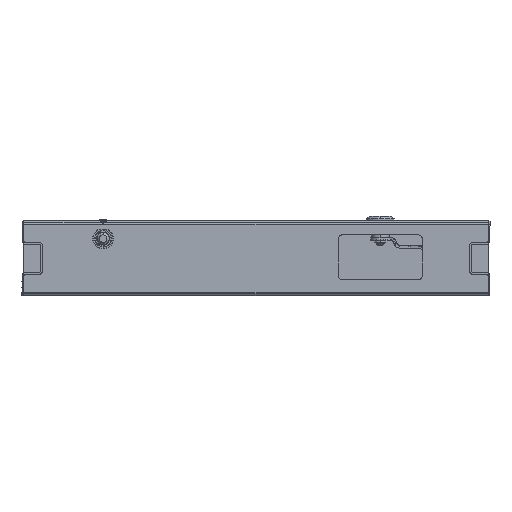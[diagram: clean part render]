
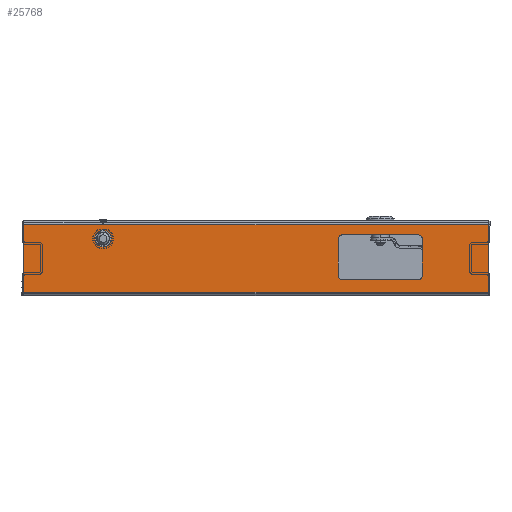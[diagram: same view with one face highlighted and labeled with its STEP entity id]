
A CAD part, front view. The second image highlights one B-rep face of the part: STEP entity #25768.
In plain terms, the highlighted planar face has unit normal (0, -1, 0).
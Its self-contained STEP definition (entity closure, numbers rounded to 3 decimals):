
#33 = LINE ( 'NONE', #21154, #44583 ) ;
#800 = DIRECTION ( 'NONE',  ( 1., 0., 0. ) ) ;
#1111 = LINE ( 'NONE', #37193, #33130 ) ;
#2534 = ORIENTED_EDGE ( 'NONE', *, *, #51781, .T. ) ;
#3011 = DIRECTION ( 'NONE',  ( 0., -1., 0. ) ) ;
#3410 = DIRECTION ( 'NONE',  ( 1., 0., 0. ) ) ;
#4479 = ORIENTED_EDGE ( 'NONE', *, *, #32497, .F. ) ;
#4594 = DIRECTION ( 'NONE',  ( 0., 0., 1. ) ) ;
#5398 = AXIS2_PLACEMENT_3D ( 'NONE', #40349, #44359, #44194 ) ;
#5673 = CARTESIAN_POINT ( 'NONE',  ( 36., 0., 0. ) ) ;
#6364 = CARTESIAN_POINT ( 'NONE',  ( -36., 0., 0. ) ) ;
#8729 = DIRECTION ( 'NONE',  ( 0., -1., 0. ) ) ;
#9102 = DIRECTION ( 'NONE',  ( 0., 0., 1. ) ) ;
#9278 = LINE ( 'NONE', #45024, #28054 ) ;
#9350 = CARTESIAN_POINT ( 'NONE',  ( 40., 0., 0. ) ) ;
#9533 = DIRECTION ( 'NONE',  ( 1., 0., 0. ) ) ;
#9658 = ORIENTED_EDGE ( 'NONE', *, *, #43930, .F. ) ;
#9757 = CIRCLE ( 'NONE', #20351, 5. ) ;
#10042 = EDGE_LOOP ( 'NONE', ( #50213, #50445, #47652, #4479, #29445, #36291, #16458, #49773 ) ) ;
#10582 = VERTEX_POINT ( 'NONE', #24134 ) ;
#11313 = CARTESIAN_POINT ( 'NONE',  ( -18., 0., -425. ) ) ;
#11715 = EDGE_CURVE ( 'NONE', #21297, #42454, #20022, .T. ) ;
#12295 = EDGE_CURVE ( 'NONE', #42454, #21297, #37322, .T. ) ;
#12378 = EDGE_CURVE ( 'NONE', #39551, #10582, #22850, .T. ) ;
#12776 = VERTEX_POINT ( 'NONE', #51679 ) ;
#13200 = FACE_BOUND ( 'NONE', #10042, .T. ) ;
#13459 = CIRCLE ( 'NONE', #37883, 5. ) ;
#13995 = EDGE_LOOP ( 'NONE', ( #38779, #9658, #28473, #2534 ) ) ;
#15682 = DIRECTION ( 'NONE',  ( 0., -1., 0. ) ) ;
#15737 = LINE ( 'NONE', #9350, #18867 ) ;
#16272 = CARTESIAN_POINT ( 'NONE',  ( 40., 0., -495. ) ) ;
#16458 = ORIENTED_EDGE ( 'NONE', *, *, #12378, .F. ) ;
#17842 = EDGE_CURVE ( 'NONE', #48216, #41807, #9757, .T. ) ;
#18100 = AXIS2_PLACEMENT_3D ( 'NONE', #24492, #32043, #36099 ) ;
#18261 = CARTESIAN_POINT ( 'NONE',  ( 25., 0., -420. ) ) ;
#18867 = VECTOR ( 'NONE', #9533, 1000. ) ;
#19353 = CARTESIAN_POINT ( 'NONE',  ( 20., 0., -335. ) ) ;
#19613 = VERTEX_POINT ( 'NONE', #6364 ) ;
#19623 = VECTOR ( 'NONE', #50243, 1000. ) ;
#20022 = CIRCLE ( 'NONE', #44647, 9. ) ;
#20191 = CARTESIAN_POINT ( 'NONE',  ( -18., 0., -425. ) ) ;
#20351 = AXIS2_PLACEMENT_3D ( 'NONE', #35698, #15682, #25151 ) ;
#21154 = CARTESIAN_POINT ( 'NONE',  ( -18., 0., -335. ) ) ;
#21297 = VERTEX_POINT ( 'NONE', #46188 ) ;
#22024 = CARTESIAN_POINT ( 'NONE',  ( 36., 0., -495. ) ) ;
#22850 = CIRCLE ( 'NONE', #18100, 5. ) ;
#23199 = CARTESIAN_POINT ( 'NONE',  ( -18., 0., -420. ) ) ;
#23918 = VERTEX_POINT ( 'NONE', #26908 ) ;
#24059 = ORIENTED_EDGE ( 'NONE', *, *, #12295, .F. ) ;
#24134 = CARTESIAN_POINT ( 'NONE',  ( 25., 0., -420. ) ) ;
#24456 = EDGE_CURVE ( 'NONE', #10582, #51493, #30296, .T. ) ;
#24492 = CARTESIAN_POINT ( 'NONE',  ( 20., 0., -420. ) ) ;
#25151 = DIRECTION ( 'NONE',  ( 1., 0., 0. ) ) ;
#25420 = EDGE_CURVE ( 'NONE', #19613, #37440, #15737, .T. ) ;
#25497 = EDGE_CURVE ( 'NONE', #41807, #23918, #38995, .T. ) ;
#25761 = EDGE_LOOP ( 'NONE', ( #24059, #42287 ) ) ;
#25768 = ADVANCED_FACE ( 'NONE', ( #30141, #13200, #33945 ), #28207, .T. ) ;
#26306 = LINE ( 'NONE', #11313, #37617 ) ;
#26819 = DIRECTION ( 'NONE',  ( 0., 0., -1. ) ) ;
#26908 = CARTESIAN_POINT ( 'NONE',  ( -23., 0., -420. ) ) ;
#27193 = CARTESIAN_POINT ( 'NONE',  ( 21., 0., -84.5 ) ) ;
#27333 = CARTESIAN_POINT ( 'NONE',  ( 20., 0., -425. ) ) ;
#28054 = VECTOR ( 'NONE', #9102, 1000. ) ;
#28207 = PLANE ( 'NONE',  #42810 ) ;
#28473 = ORIENTED_EDGE ( 'NONE', *, *, #35986, .T. ) ;
#29445 = ORIENTED_EDGE ( 'NONE', *, *, #29823, .F. ) ;
#29823 = EDGE_CURVE ( 'NONE', #51493, #33990, #13459, .T. ) ;
#30141 = FACE_BOUND ( 'NONE', #25761, .T. ) ;
#30296 = LINE ( 'NONE', #18261, #19623 ) ;
#30505 = CARTESIAN_POINT ( 'NONE',  ( -23., 0., -420. ) ) ;
#31753 = CARTESIAN_POINT ( 'NONE',  ( 25., 0., -340. ) ) ;
#32043 = DIRECTION ( 'NONE',  ( 0., -1., 0. ) ) ;
#32067 = DIRECTION ( 'NONE',  ( 1., 0., 0. ) ) ;
#32497 = EDGE_CURVE ( 'NONE', #33990, #48216, #33, .T. ) ;
#32898 = CARTESIAN_POINT ( 'NONE',  ( 20., 0., -340. ) ) ;
#33130 = VECTOR ( 'NONE', #4594, 1000. ) ;
#33945 = FACE_OUTER_BOUND ( 'NONE', #13995, .T. ) ;
#33990 = VERTEX_POINT ( 'NONE', #19353 ) ;
#35698 = CARTESIAN_POINT ( 'NONE',  ( -18., 0., -340. ) ) ;
#35986 = EDGE_CURVE ( 'NONE', #12776, #51832, #44572, .T. ) ;
#36099 = DIRECTION ( 'NONE',  ( 1., 0., 0. ) ) ;
#36291 = ORIENTED_EDGE ( 'NONE', *, *, #24456, .F. ) ;
#36472 = DIRECTION ( 'NONE',  ( 0., -1., 0. ) ) ;
#37074 = EDGE_CURVE ( 'NONE', #46441, #39551, #26306, .T. ) ;
#37098 = CARTESIAN_POINT ( 'NONE',  ( -23., 0., -340. ) ) ;
#37193 = CARTESIAN_POINT ( 'NONE',  ( -36., 0., -495. ) ) ;
#37322 = CIRCLE ( 'NONE', #5398, 9. ) ;
#37440 = VERTEX_POINT ( 'NONE', #5673 ) ;
#37617 = VECTOR ( 'NONE', #3410, 1000. ) ;
#37797 = AXIS2_PLACEMENT_3D ( 'NONE', #23199, #39375, #39033 ) ;
#37883 = AXIS2_PLACEMENT_3D ( 'NONE', #32898, #8729, #800 ) ;
#38779 = ORIENTED_EDGE ( 'NONE', *, *, #25420, .F. ) ;
#38995 = LINE ( 'NONE', #30505, #51597 ) ;
#39033 = DIRECTION ( 'NONE',  ( -1., 0., 0. ) ) ;
#39375 = DIRECTION ( 'NONE',  ( 0., -1., 0. ) ) ;
#39551 = VERTEX_POINT ( 'NONE', #27333 ) ;
#39890 = CARTESIAN_POINT ( 'NONE',  ( -18., 0., -335. ) ) ;
#40349 = CARTESIAN_POINT ( 'NONE',  ( 21., 0., -84.5 ) ) ;
#40976 = CARTESIAN_POINT ( 'NONE',  ( 40., 0., -495. ) ) ;
#41143 = DIRECTION ( 'NONE',  ( 1., 0., 0. ) ) ;
#41474 = VECTOR ( 'NONE', #41143, 1000. ) ;
#41807 = VERTEX_POINT ( 'NONE', #37098 ) ;
#42287 = ORIENTED_EDGE ( 'NONE', *, *, #11715, .F. ) ;
#42454 = VERTEX_POINT ( 'NONE', #49532 ) ;
#42810 = AXIS2_PLACEMENT_3D ( 'NONE', #16272, #36472, #32067 ) ;
#43161 = EDGE_CURVE ( 'NONE', #23918, #46441, #45162, .T. ) ;
#43185 = DIRECTION ( 'NONE',  ( 1., 0., 0. ) ) ;
#43930 = EDGE_CURVE ( 'NONE', #12776, #19613, #1111, .T. ) ;
#44194 = DIRECTION ( 'NONE',  ( 1., 0., 0. ) ) ;
#44359 = DIRECTION ( 'NONE',  ( 0., -1., 0. ) ) ;
#44572 = LINE ( 'NONE', #40976, #41474 ) ;
#44583 = VECTOR ( 'NONE', #48945, 1000. ) ;
#44647 = AXIS2_PLACEMENT_3D ( 'NONE', #27193, #3011, #43185 ) ;
#45024 = CARTESIAN_POINT ( 'NONE',  ( 36., 0., -495. ) ) ;
#45162 = CIRCLE ( 'NONE', #37797, 5. ) ;
#46188 = CARTESIAN_POINT ( 'NONE',  ( 12., 0., -84.5 ) ) ;
#46441 = VERTEX_POINT ( 'NONE', #20191 ) ;
#47652 = ORIENTED_EDGE ( 'NONE', *, *, #17842, .F. ) ;
#48216 = VERTEX_POINT ( 'NONE', #39890 ) ;
#48945 = DIRECTION ( 'NONE',  ( -1., 0., 0. ) ) ;
#49532 = CARTESIAN_POINT ( 'NONE',  ( 30., 0., -84.5 ) ) ;
#49773 = ORIENTED_EDGE ( 'NONE', *, *, #37074, .F. ) ;
#50213 = ORIENTED_EDGE ( 'NONE', *, *, #43161, .F. ) ;
#50243 = DIRECTION ( 'NONE',  ( 0., 0., 1. ) ) ;
#50445 = ORIENTED_EDGE ( 'NONE', *, *, #25497, .F. ) ;
#51493 = VERTEX_POINT ( 'NONE', #31753 ) ;
#51597 = VECTOR ( 'NONE', #26819, 1000. ) ;
#51679 = CARTESIAN_POINT ( 'NONE',  ( -36., 0., -495. ) ) ;
#51781 = EDGE_CURVE ( 'NONE', #51832, #37440, #9278, .T. ) ;
#51832 = VERTEX_POINT ( 'NONE', #22024 ) ;
